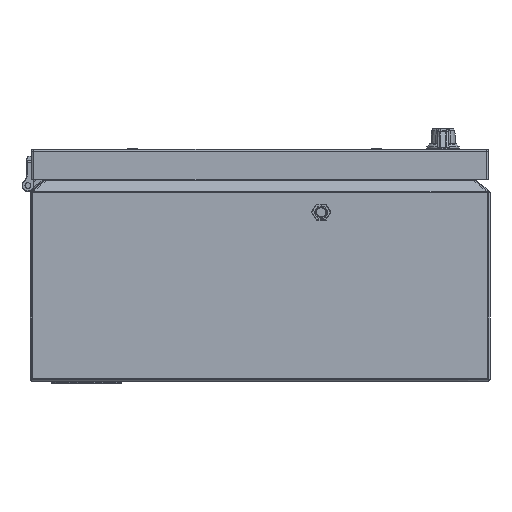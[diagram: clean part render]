
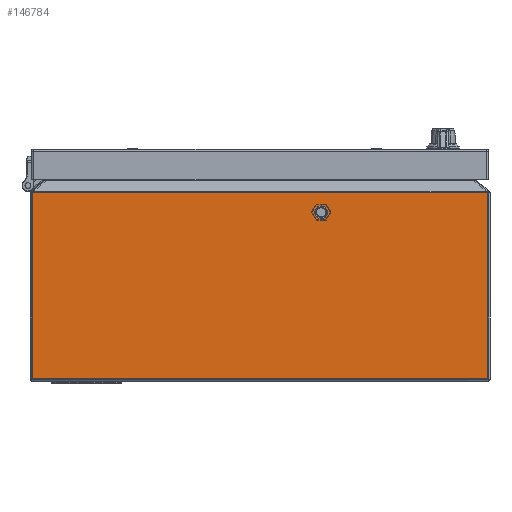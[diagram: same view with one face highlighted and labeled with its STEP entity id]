
A CAD part, front view. The second image highlights one B-rep face of the part: STEP entity #146784.
In plain terms, the highlighted planar face has unit normal (0, -1, 0).
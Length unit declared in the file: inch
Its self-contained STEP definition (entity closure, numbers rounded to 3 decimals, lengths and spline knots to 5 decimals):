
#1523 = ORIENTED_EDGE ( 'NONE', *, *, #137109, .F. ) ;
#2172 = PLANE ( 'NONE',  #8124 ) ;
#8124 = AXIS2_PLACEMENT_3D ( 'NONE', #94574, #118282, #115295 ) ;
#14411 = CARTESIAN_POINT ( 'NONE',  ( -6.095, -12., 5.02642 ) ) ;
#26201 = LINE ( 'NONE', #119321, #40861 ) ;
#33457 = CARTESIAN_POINT ( 'NONE',  ( 6.095, -12., 0.05 ) ) ;
#34053 = EDGE_CURVE ( 'NONE', #101227, #39032, #99224, .T. ) ;
#37350 = VECTOR ( 'NONE', #134204, 39.37008 ) ;
#38094 = LINE ( 'NONE', #14411, #37350 ) ;
#38402 = DIRECTION ( 'NONE',  ( 0., 0., -1. ) ) ;
#38425 = LINE ( 'NONE', #83454, #127598 ) ;
#39032 = VERTEX_POINT ( 'NONE', #99526 ) ;
#40861 = VECTOR ( 'NONE', #38402, 39.37008 ) ;
#49045 = ORIENTED_EDGE ( 'NONE', *, *, #34053, .F. ) ;
#78863 = EDGE_CURVE ( 'NONE', #92992, #101227, #38425, .T. ) ;
#83454 = CARTESIAN_POINT ( 'NONE',  ( -6.095, -12., 0.05 ) ) ;
#88500 = DIRECTION ( 'NONE',  ( 0., 0., 1. ) ) ;
#92992 = VERTEX_POINT ( 'NONE', #33457 ) ;
#93078 = FACE_OUTER_BOUND ( 'NONE', #124214, .T. ) ;
#94574 = CARTESIAN_POINT ( 'NONE',  ( -6.095, -12., 5.05 ) ) ;
#97270 = VERTEX_POINT ( 'NONE', #108762 ) ;
#97874 = VECTOR ( 'NONE', #88500, 39.37008 ) ;
#99224 = LINE ( 'NONE', #145743, #97874 ) ;
#99526 = CARTESIAN_POINT ( 'NONE',  ( -6.095, -12., 5.02642 ) ) ;
#101227 = VERTEX_POINT ( 'NONE', #143047 ) ;
#104397 = ORIENTED_EDGE ( 'NONE', *, *, #146969, .F. ) ;
#108762 = CARTESIAN_POINT ( 'NONE',  ( 6.095, -12., 5.02642 ) ) ;
#115295 = DIRECTION ( 'NONE',  ( 0., 0., 1. ) ) ;
#117120 = DIRECTION ( 'NONE',  ( -1., 0., 0. ) ) ;
#118282 = DIRECTION ( 'NONE',  ( 0., 1., 0. ) ) ;
#119321 = CARTESIAN_POINT ( 'NONE',  ( 6.095, -12., 5.05 ) ) ;
#124214 = EDGE_LOOP ( 'NONE', ( #49045, #132925, #1523, #104397 ) ) ;
#127598 = VECTOR ( 'NONE', #117120, 39.37008 ) ;
#132925 = ORIENTED_EDGE ( 'NONE', *, *, #78863, .F. ) ;
#134204 = DIRECTION ( 'NONE',  ( 1., 0., 0. ) ) ;
#137109 = EDGE_CURVE ( 'NONE', #97270, #92992, #26201, .T. ) ;
#143047 = CARTESIAN_POINT ( 'NONE',  ( -6.095, -12., 0.05 ) ) ;
#145743 = CARTESIAN_POINT ( 'NONE',  ( -6.095, -12., 5.05 ) ) ;
#146784 = ADVANCED_FACE ( 'NONE', ( #93078 ), #2172, .F. ) ;
#146969 = EDGE_CURVE ( 'NONE', #39032, #97270, #38094, .T. ) ;
